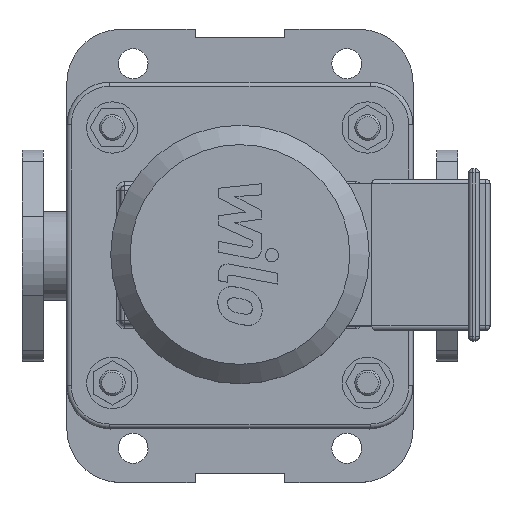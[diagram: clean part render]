
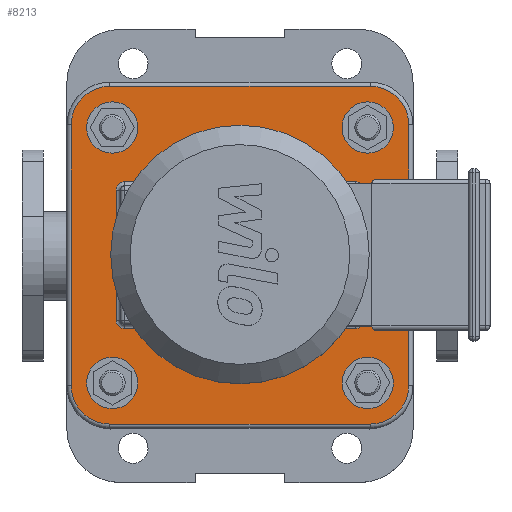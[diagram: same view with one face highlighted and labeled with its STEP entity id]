
A CAD part, top view. The second image highlights one B-rep face of the part: STEP entity #8213.
In plain terms, the highlighted planar face has unit normal (0, 0, 1).
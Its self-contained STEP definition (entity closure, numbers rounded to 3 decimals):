
#623=LINE('',#15313,#1284);
#635=LINE('',#15363,#1296);
#637=LINE('',#15366,#1298);
#643=LINE('',#15375,#1304);
#645=LINE('',#15385,#1306);
#646=LINE('',#15389,#1307);
#647=LINE('',#15393,#1308);
#648=LINE('',#15396,#1309);
#649=LINE('',#15401,#1310);
#650=LINE('',#15405,#1311);
#651=LINE('',#15409,#1312);
#652=LINE('',#15412,#1313);
#1284=VECTOR('',#11001,60.8);
#1296=VECTOR('',#11061,60.8);
#1298=VECTOR('',#11065,16.);
#1304=VECTOR('',#11077,16.);
#1306=VECTOR('',#11089,122.);
#1307=VECTOR('',#11092,122.);
#1308=VECTOR('',#11095,122.);
#1309=VECTOR('',#11098,122.);
#1310=VECTOR('',#11101,16.);
#1311=VECTOR('',#11104,60.8);
#1312=VECTOR('',#11107,16.);
#1313=VECTOR('',#11110,60.8);
#1612=PLANE('',#9005);
#1727=FACE_BOUND('',#2895,.T.);
#1728=FACE_BOUND('',#2896,.T.);
#1729=FACE_BOUND('',#2897,.T.);
#2338=FACE_OUTER_BOUND('',#2894,.T.);
#2894=EDGE_LOOP('',(#7397,#7398,#7399,#7400,#7401,#7402,#7403,#7404));
#2895=EDGE_LOOP('',(#7405,#7406,#7407,#7408,#7409,#7410,#7411,#7412));
#2896=EDGE_LOOP('',(#7413));
#2897=EDGE_LOOP('',(#7414,#7415,#7416,#7417,#7418,#7419,#7420,#7421));
#3433=CIRCLE('',#8964,4.);
#3437=CIRCLE('',#8969,4.);
#3447=CIRCLE('',#8988,4.);
#3453=CIRCLE('',#8995,4.);
#3455=CIRCLE('',#9006,18.);
#3456=CIRCLE('',#9007,18.);
#3457=CIRCLE('',#9008,18.);
#3458=CIRCLE('',#9009,18.);
#3459=CIRCLE('',#9010,4.);
#3460=CIRCLE('',#9011,4.);
#3461=CIRCLE('',#9012,4.);
#3462=CIRCLE('',#9013,4.);
#3463=CIRCLE('',#9014,30.);
#4167=VERTEX_POINT('',#15295);
#4168=VERTEX_POINT('',#15296);
#4171=VERTEX_POINT('',#15304);
#4172=VERTEX_POINT('',#15305);
#4181=VERTEX_POINT('',#15345);
#4182=VERTEX_POINT('',#15346);
#4187=VERTEX_POINT('',#15357);
#4188=VERTEX_POINT('',#15359);
#4189=VERTEX_POINT('',#15381);
#4190=VERTEX_POINT('',#15382);
#4191=VERTEX_POINT('',#15384);
#4192=VERTEX_POINT('',#15386);
#4193=VERTEX_POINT('',#15388);
#4194=VERTEX_POINT('',#15390);
#4195=VERTEX_POINT('',#15392);
#4196=VERTEX_POINT('',#15394);
#4197=VERTEX_POINT('',#15397);
#4198=VERTEX_POINT('',#15398);
#4199=VERTEX_POINT('',#15400);
#4200=VERTEX_POINT('',#15402);
#4201=VERTEX_POINT('',#15404);
#4202=VERTEX_POINT('',#15406);
#4203=VERTEX_POINT('',#15408);
#4204=VERTEX_POINT('',#15410);
#4205=VERTEX_POINT('',#15413);
#5247=EDGE_CURVE('',#4167,#4168,#3433,.T.);
#5251=EDGE_CURVE('',#4171,#4172,#3437,.T.);
#5255=EDGE_CURVE('',#4172,#4167,#623,.T.);
#5273=EDGE_CURVE('',#4181,#4182,#3447,.T.);
#5279=EDGE_CURVE('',#4187,#4188,#3453,.T.);
#5281=EDGE_CURVE('',#4182,#4187,#635,.T.);
#5283=EDGE_CURVE('',#4188,#4171,#637,.T.);
#5289=EDGE_CURVE('',#4168,#4181,#643,.T.);
#5291=EDGE_CURVE('',#4189,#4190,#3455,.T.);
#5292=EDGE_CURVE('',#4191,#4189,#645,.T.);
#5293=EDGE_CURVE('',#4192,#4191,#3456,.T.);
#5294=EDGE_CURVE('',#4193,#4192,#646,.T.);
#5295=EDGE_CURVE('',#4194,#4193,#3457,.T.);
#5296=EDGE_CURVE('',#4195,#4194,#647,.T.);
#5297=EDGE_CURVE('',#4196,#4195,#3458,.T.);
#5298=EDGE_CURVE('',#4190,#4196,#648,.T.);
#5299=EDGE_CURVE('',#4197,#4198,#3459,.T.);
#5300=EDGE_CURVE('',#4199,#4197,#649,.T.);
#5301=EDGE_CURVE('',#4200,#4199,#3460,.T.);
#5302=EDGE_CURVE('',#4201,#4200,#650,.T.);
#5303=EDGE_CURVE('',#4202,#4201,#3461,.T.);
#5304=EDGE_CURVE('',#4203,#4202,#651,.T.);
#5305=EDGE_CURVE('',#4204,#4203,#3462,.T.);
#5306=EDGE_CURVE('',#4198,#4204,#652,.T.);
#5307=EDGE_CURVE('',#4205,#4205,#3463,.T.);
#7397=ORIENTED_EDGE('',*,*,#5291,.F.);
#7398=ORIENTED_EDGE('',*,*,#5292,.F.);
#7399=ORIENTED_EDGE('',*,*,#5293,.F.);
#7400=ORIENTED_EDGE('',*,*,#5294,.F.);
#7401=ORIENTED_EDGE('',*,*,#5295,.F.);
#7402=ORIENTED_EDGE('',*,*,#5296,.F.);
#7403=ORIENTED_EDGE('',*,*,#5297,.F.);
#7404=ORIENTED_EDGE('',*,*,#5298,.F.);
#7405=ORIENTED_EDGE('',*,*,#5299,.F.);
#7406=ORIENTED_EDGE('',*,*,#5300,.F.);
#7407=ORIENTED_EDGE('',*,*,#5301,.F.);
#7408=ORIENTED_EDGE('',*,*,#5302,.F.);
#7409=ORIENTED_EDGE('',*,*,#5303,.F.);
#7410=ORIENTED_EDGE('',*,*,#5304,.F.);
#7411=ORIENTED_EDGE('',*,*,#5305,.F.);
#7412=ORIENTED_EDGE('',*,*,#5306,.F.);
#7413=ORIENTED_EDGE('',*,*,#5307,.T.);
#7414=ORIENTED_EDGE('',*,*,#5279,.F.);
#7415=ORIENTED_EDGE('',*,*,#5281,.F.);
#7416=ORIENTED_EDGE('',*,*,#5273,.F.);
#7417=ORIENTED_EDGE('',*,*,#5289,.F.);
#7418=ORIENTED_EDGE('',*,*,#5247,.F.);
#7419=ORIENTED_EDGE('',*,*,#5255,.F.);
#7420=ORIENTED_EDGE('',*,*,#5251,.F.);
#7421=ORIENTED_EDGE('',*,*,#5283,.F.);
#8213=ADVANCED_FACE('',(#2338,#1727,#1728,#1729),#1612,.T.);
#8964=AXIS2_PLACEMENT_3D('',#15297,#10981,#10982);
#8969=AXIS2_PLACEMENT_3D('',#15306,#10991,#10992);
#8988=AXIS2_PLACEMENT_3D('',#15347,#11041,#11042);
#8995=AXIS2_PLACEMENT_3D('',#15360,#11055,#11056);
#9005=AXIS2_PLACEMENT_3D('',#15380,#11085,#11086);
#9006=AXIS2_PLACEMENT_3D('',#15383,#11087,#11088);
#9007=AXIS2_PLACEMENT_3D('',#15387,#11090,#11091);
#9008=AXIS2_PLACEMENT_3D('',#15391,#11093,#11094);
#9009=AXIS2_PLACEMENT_3D('',#15395,#11096,#11097);
#9010=AXIS2_PLACEMENT_3D('',#15399,#11099,#11100);
#9011=AXIS2_PLACEMENT_3D('',#15403,#11102,#11103);
#9012=AXIS2_PLACEMENT_3D('',#15407,#11105,#11106);
#9013=AXIS2_PLACEMENT_3D('',#15411,#11108,#11109);
#9014=AXIS2_PLACEMENT_3D('',#15414,#11111,#11112);
#10981=DIRECTION('center_axis',(0.,0.,1.));
#10982=DIRECTION('ref_axis',(-0.707,-0.707,0.));
#10991=DIRECTION('center_axis',(0.,0.,1.));
#10992=DIRECTION('ref_axis',(-0.707,0.707,0.));
#11001=DIRECTION('',(0.,-1.,0.));
#11041=DIRECTION('center_axis',(0.,0.,1.));
#11042=DIRECTION('ref_axis',(0.707,-0.707,0.));
#11055=DIRECTION('center_axis',(0.,0.,1.));
#11056=DIRECTION('ref_axis',(0.707,0.707,0.));
#11061=DIRECTION('',(0.,1.,0.));
#11065=DIRECTION('',(-1.,0.,0.));
#11077=DIRECTION('',(1.,0.,0.));
#11085=DIRECTION('center_axis',(0.,0.,1.));
#11086=DIRECTION('ref_axis',(1.,0.,0.));
#11087=DIRECTION('center_axis',(0.,0.,-1.));
#11088=DIRECTION('ref_axis',(-0.707,-0.707,0.));
#11089=DIRECTION('',(-1.,0.,0.));
#11090=DIRECTION('center_axis',(0.,0.,-1.));
#11091=DIRECTION('ref_axis',(0.707,-0.707,0.));
#11092=DIRECTION('',(0.,-1.,0.));
#11093=DIRECTION('center_axis',(0.,0.,-1.));
#11094=DIRECTION('ref_axis',(0.707,0.707,0.));
#11095=DIRECTION('',(1.,0.,0.));
#11096=DIRECTION('center_axis',(0.,0.,-1.));
#11097=DIRECTION('ref_axis',(-0.707,0.707,0.));
#11098=DIRECTION('',(0.,1.,0.));
#11099=DIRECTION('center_axis',(0.,0.,1.));
#11100=DIRECTION('ref_axis',(0.707,-0.707,0.));
#11101=DIRECTION('',(1.,0.,0.));
#11102=DIRECTION('center_axis',(0.,0.,1.));
#11103=DIRECTION('ref_axis',(-0.707,-0.707,0.));
#11104=DIRECTION('',(0.,-1.,0.));
#11105=DIRECTION('center_axis',(0.,0.,1.));
#11106=DIRECTION('ref_axis',(-0.707,0.707,0.));
#11107=DIRECTION('',(-1.,0.,0.));
#11108=DIRECTION('center_axis',(0.,0.,1.));
#11109=DIRECTION('ref_axis',(0.707,0.707,0.));
#11110=DIRECTION('',(0.,1.,0.));
#11111=DIRECTION('center_axis',(0.,0.,-1.));
#11112=DIRECTION('ref_axis',(1.,0.,0.));
#15295=CARTESIAN_POINT('',(-58.,-30.4,215.43));
#15296=CARTESIAN_POINT('',(-54.,-34.4,215.43));
#15297=CARTESIAN_POINT('Origin',(-54.,-30.4,215.43));
#15304=CARTESIAN_POINT('',(-54.,34.4,215.43));
#15305=CARTESIAN_POINT('',(-58.,30.4,215.43));
#15306=CARTESIAN_POINT('Origin',(-54.,30.4,215.43));
#15313=CARTESIAN_POINT('',(-58.,-16.2,215.43));
#15345=CARTESIAN_POINT('',(-38.,-34.4,215.43));
#15346=CARTESIAN_POINT('',(-34.,-30.4,215.43));
#15347=CARTESIAN_POINT('Origin',(-38.,-30.4,215.43));
#15357=CARTESIAN_POINT('',(-34.,30.4,215.43));
#15359=CARTESIAN_POINT('',(-38.,34.4,215.43));
#15360=CARTESIAN_POINT('Origin',(-38.,30.4,215.43));
#15363=CARTESIAN_POINT('',(-34.,16.2,215.43));
#15366=CARTESIAN_POINT('',(-28.,34.4,215.43));
#15375=CARTESIAN_POINT('',(-18.,-34.4,215.43));
#15380=CARTESIAN_POINT('Origin',(0.,0.,
215.43));
#15381=CARTESIAN_POINT('',(-61.,-79.,215.43));
#15382=CARTESIAN_POINT('',(-79.,-61.,215.43));
#15383=CARTESIAN_POINT('Origin',(-61.,-61.,215.43));
#15384=CARTESIAN_POINT('',(61.,-79.,215.43));
#15385=CARTESIAN_POINT('',(30.5,-79.,215.43));
#15386=CARTESIAN_POINT('',(79.,-61.,215.43));
#15387=CARTESIAN_POINT('Origin',(61.,-61.,215.43));
#15388=CARTESIAN_POINT('',(79.,61.,215.43));
#15389=CARTESIAN_POINT('',(79.,30.5,215.43));
#15390=CARTESIAN_POINT('',(61.,79.,215.43));
#15391=CARTESIAN_POINT('Origin',(61.,61.,215.43));
#15392=CARTESIAN_POINT('',(-61.,79.,215.43));
#15393=CARTESIAN_POINT('',(-30.5,79.,215.43));
#15394=CARTESIAN_POINT('',(-79.,61.,215.43));
#15395=CARTESIAN_POINT('Origin',(-61.,61.,215.43));
#15396=CARTESIAN_POINT('',(-79.,-30.5,215.43));
#15397=CARTESIAN_POINT('',(54.,-34.4,215.43));
#15398=CARTESIAN_POINT('',(58.,-30.4,215.43));
#15399=CARTESIAN_POINT('Origin',(54.,-30.4,215.43));
#15400=CARTESIAN_POINT('',(38.,-34.4,215.43));
#15401=CARTESIAN_POINT('',(28.,-34.4,215.43));
#15402=CARTESIAN_POINT('',(34.,-30.4,215.43));
#15403=CARTESIAN_POINT('Origin',(38.,-30.4,215.43));
#15404=CARTESIAN_POINT('',(34.,30.4,215.43));
#15405=CARTESIAN_POINT('',(34.,-16.2,215.43));
#15406=CARTESIAN_POINT('',(38.,34.4,215.43));
#15407=CARTESIAN_POINT('Origin',(38.,30.4,215.43));
#15408=CARTESIAN_POINT('',(54.,34.4,215.43));
#15409=CARTESIAN_POINT('',(18.,34.4,215.43));
#15410=CARTESIAN_POINT('',(58.,30.4,215.43));
#15411=CARTESIAN_POINT('Origin',(54.,30.4,215.43));
#15412=CARTESIAN_POINT('',(58.,16.2,215.43));
#15413=CARTESIAN_POINT('',(-30.,0.,215.43));
#15414=CARTESIAN_POINT('Origin',(0.,0.,
215.43));
